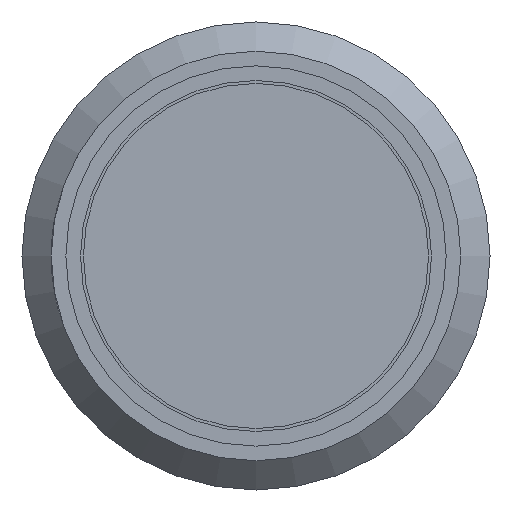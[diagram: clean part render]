
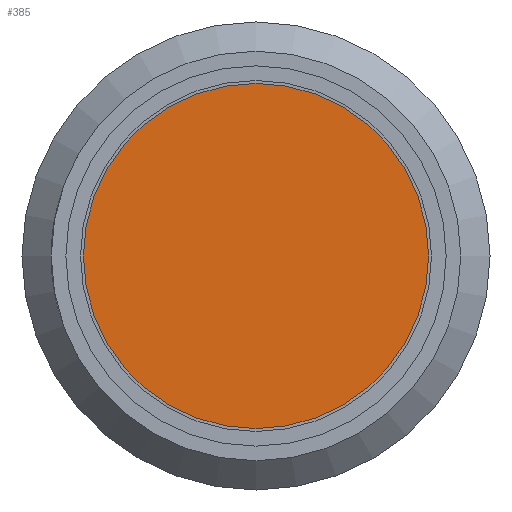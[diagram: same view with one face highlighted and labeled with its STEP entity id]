
A CAD part, front view. The second image highlights one B-rep face of the part: STEP entity #385.
In plain terms, the highlighted planar face has unit normal (0, -1, 0).
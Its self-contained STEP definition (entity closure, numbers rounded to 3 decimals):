
#92=FACE_OUTER_BOUND('',#122,.T.);
#122=EDGE_LOOP('',(#318));
#152=CIRCLE('',#452,2.95);
#186=VERTEX_POINT('',#740);
#231=EDGE_CURVE('',#186,#186,#152,.T.);
#318=ORIENTED_EDGE('',*,*,#231,.T.);
#339=PLANE('',#451);
#385=ADVANCED_FACE('',(#92),#339,.T.);
#451=AXIS2_PLACEMENT_3D('',#739,#555,#556);
#452=AXIS2_PLACEMENT_3D('',#741,#557,#558);
#555=DIRECTION('center_axis',(0.,-1.,0.));
#556=DIRECTION('ref_axis',(0.,0.,-1.));
#557=DIRECTION('center_axis',(0.,-1.,0.));
#558=DIRECTION('ref_axis',(1.,0.,0.));
#739=CARTESIAN_POINT('Origin',(1.475,0.,0.));
#740=CARTESIAN_POINT('',(-2.95,0.,0.));
#741=CARTESIAN_POINT('Origin',(0.,0.,
0.));
